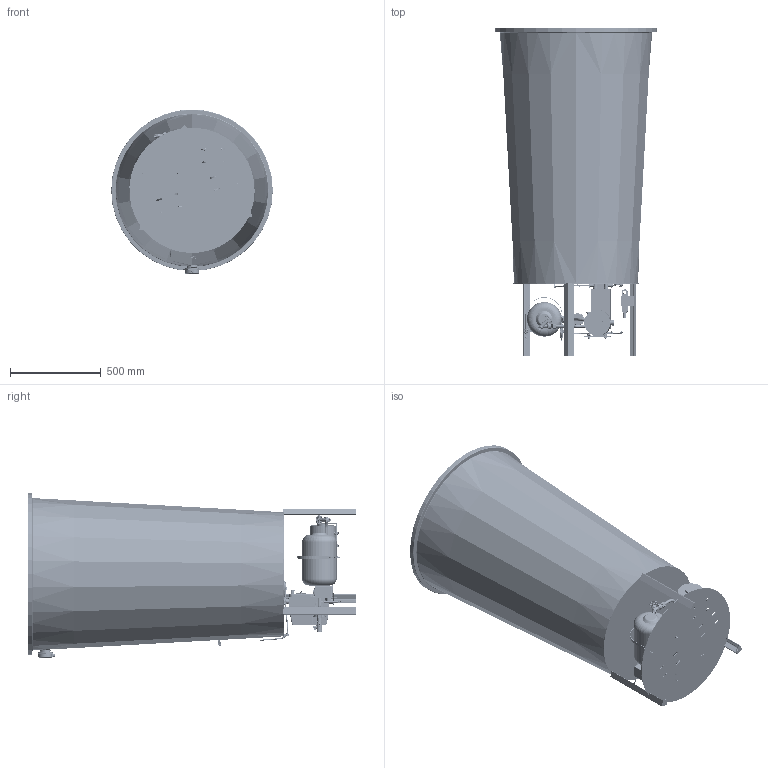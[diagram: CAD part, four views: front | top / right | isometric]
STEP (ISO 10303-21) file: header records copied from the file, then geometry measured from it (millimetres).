
FILE_DESCRIPTION (( 'STEP AP203' ), '1' );
FILE_NAME ('GMP-15100.STEP', '2021-02-10T20:16:12', ( '' ), ( '' ), 'SwSTEP 2.0', 'SolidWorks 2020', '' );
FILE_SCHEMA (( 'CONFIG_CONTROL_DESIGN' ));
Length unit declared in the file: inch
Products named in the file (57): 07T0061; 07M0296; 07M0320; GMP-15100; 07H0084_94895A030; 07M0300; 07H0078_94895A029; 07P0090_4568K171; 07M0288; 07H0081_91102A031; 07M0269_07104314; 07P0504; 99A4280; 07M0293_7513K413; 07M0301; 07M0295_5411K56; 07104300_4708K53; 07M0264; 07M0273; 07C0081; 07P0506; 07H0086; 07M0291; 07104306; 07P0505; 07M0274; 07M0276; 07M0294; 07M0269_07104317; 33010015; 99A4277; 07P0513; 07H0082_92620A581; 07M0314; 99A4281; 07L0071; 07K0247; 07M0284_19" INCH; 99A4282; 07M0308 ...
Assembly tree (80 placements, depth 4):
  GMP-15100
    07104400
      07C0082
      07C0081
      07K0247
      07L0071  x3
      07T0061  x3
      07K0246
    07104100
    07M0269_07104314
    07M0269_07104317
    07104316
    07M0293_7513K413
    07H0086
    07H0085
    07H0078_94895A029  x3
    07M0319  x2
    99A4277
      33010015
      07P0505
      07P0513
      07104306
      07M0288
      07P0504
      07104300_4708K53
      07P0090_4568K171
      06000812_47865K23
      07M0291
    99A4281
      07104312
      07M0288  x4
      07M0300
      07M0276
      07M0299
      99A4282
        07M0320
        07M0314  x2
    99A4280
      07104900
      07M0288
      07104200
      07M0294
      07M0285^99A4280_40 INCH
      07M0284_19" INCH
      07P0506
      07M0295_5411K56  x2
      07M0296
    07P0500_4624K42
    07M0263  x2
    07M0301
    07H0077_92620A540
    07M0264
    07H0081_91102A031  x4
    07H0082_92620A581  x4
    07H0084_94895A030  x4
    07M0292  x2
    07M0308  x2
  07M0273
  07M0274
Bounding box: 892.07 x 1812.79 x 911.13 mm (x, y, z)
Volume: 32726512.8 mm3; surface area: 10515589.2 mm2
Topology: 130 solids, 136 shells, 6834 faces, 17488 edges, 11156 vertices
Faces by surface type: plane 2763, cylinder 2325, cone 1012, bspline 552, torus 158, sphere 24
Entity records: 304188 total; most frequent: CARTESIAN_POINT 167216, ORIENTED_EDGE 29484, DIRECTION 24068, EDGE_CURVE 14744, VERTEX_POINT 9438, VECTOR 8036, LINE 8036, AXIS2_PLACEMENT_3D 8016
